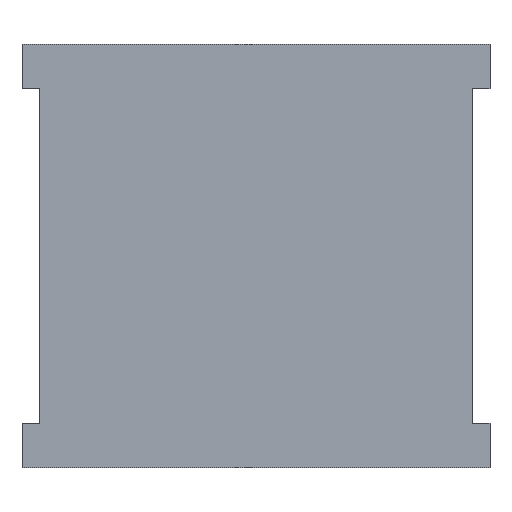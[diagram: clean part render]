
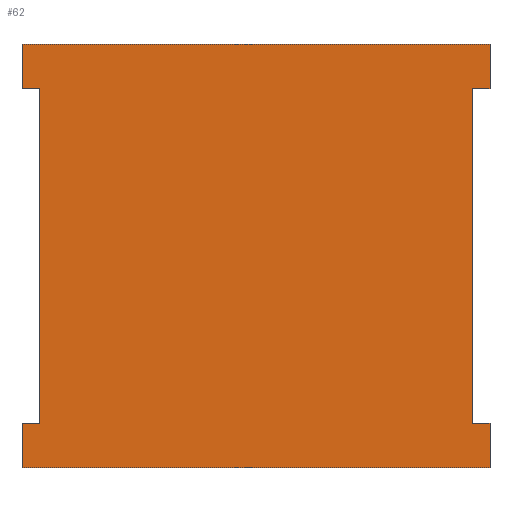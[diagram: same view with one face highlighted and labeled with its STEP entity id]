
A CAD part, front view. The second image highlights one B-rep face of the part: STEP entity #62.
In plain terms, the highlighted planar face has unit normal (0, -1, 0).
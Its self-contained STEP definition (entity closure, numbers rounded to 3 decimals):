
#62=ADVANCED_FACE('NONE',(#152),#153,.T.);
#152=FACE_OUTER_BOUND('',#296,.T.);
#153=PLANE('',#297);
#296=EDGE_LOOP('',(#1035,#1036,#1037,#1038,#1039,#1040,#1041,#1042,#1043,#1044,#1045,#1046));
#297=AXIS2_PLACEMENT_3D('',#1047,#1048,#1049);
#1035=ORIENTED_EDGE('',*,*,#1495,.T.);
#1036=ORIENTED_EDGE('',*,*,#1496,.T.);
#1037=ORIENTED_EDGE('',*,*,#1497,.T.);
#1038=ORIENTED_EDGE('',*,*,#1498,.F.);
#1039=ORIENTED_EDGE('',*,*,#1499,.F.);
#1040=ORIENTED_EDGE('',*,*,#1447,.F.);
#1041=ORIENTED_EDGE('',*,*,#1494,.F.);
#1042=ORIENTED_EDGE('',*,*,#1453,.F.);
#1043=ORIENTED_EDGE('',*,*,#1500,.F.);
#1044=ORIENTED_EDGE('',*,*,#1501,.T.);
#1045=ORIENTED_EDGE('',*,*,#1502,.T.);
#1046=ORIENTED_EDGE('',*,*,#1503,.T.);
#1047=CARTESIAN_POINT('',(0.0,-10.5,9.5));
#1048=DIRECTION('',(0.0,-1.0,0.0));
#1049=DIRECTION('',(0.0,0.0,-1.0));
#1447=EDGE_CURVE('NONE',#1655,#1657,#1658,.T.);
#1453=EDGE_CURVE('NONE',#1665,#1667,#1668,.T.);
#1494=EDGE_CURVE('NONE',#1667,#1655,#1742,.T.);
#1495=EDGE_CURVE('NONE',#1743,#1744,#1745,.T.);
#1496=EDGE_CURVE('NONE',#1744,#1746,#1747,.T.);
#1497=EDGE_CURVE('NONE',#1746,#1748,#1749,.T.);
#1498=EDGE_CURVE('NONE',#1750,#1748,#1751,.T.);
#1499=EDGE_CURVE('NONE',#1657,#1750,#1752,.T.);
#1500=EDGE_CURVE('NONE',#1753,#1665,#1754,.T.);
#1501=EDGE_CURVE('NONE',#1753,#1755,#1756,.T.);
#1502=EDGE_CURVE('NONE',#1755,#1757,#1758,.T.);
#1503=EDGE_CURVE('NONE',#1757,#1743,#1759,.T.);
#1655=VERTEX_POINT('NONE',#1983);
#1657=VERTEX_POINT('NONE',#1986);
#1658=LINE('',#1987,#1988);
#1665=VERTEX_POINT('NONE',#1999);
#1667=VERTEX_POINT('NONE',#2002);
#1668=LINE('',#2003,#2004);
#1742=LINE('',#2274,#2275);
#1743=VERTEX_POINT('NONE',#2276);
#1744=VERTEX_POINT('NONE',#2277);
#1745=LINE('',#2278,#2279);
#1746=VERTEX_POINT('NONE',#2280);
#1747=LINE('',#2281,#2282);
#1748=VERTEX_POINT('NONE',#2283);
#1749=LINE('',#2284,#2285);
#1750=VERTEX_POINT('NONE',#2286);
#1751=LINE('',#2287,#2288);
#1752=LINE('',#2289,#2290);
#1753=VERTEX_POINT('NONE',#2291);
#1754=LINE('',#2292,#2293);
#1755=VERTEX_POINT('NONE',#2294);
#1756=LINE('',#2295,#2296);
#1757=VERTEX_POINT('NONE',#2297);
#1758=LINE('',#2298,#2299);
#1759=LINE('',#2300,#2301);
#1983=CARTESIAN_POINT('',(20.2,-10.5,-7.5));
#1986=CARTESIAN_POINT('',(21.0,-10.5,-7.5));
#1987=CARTESIAN_POINT('',(21.0,-10.5,-7.5));
#1988=VECTOR('',#2877,1000.0);
#1999=CARTESIAN_POINT('',(21.0,-10.5,7.5));
#2002=CARTESIAN_POINT('',(20.2,-10.5,7.5));
#2003=CARTESIAN_POINT('',(19.7,-10.5,7.5));
#2004=VECTOR('',#2883,1000.0);
#2274=CARTESIAN_POINT('',(20.2,-10.5,1.75));
#2275=VECTOR('',#2921,1000.0);
#2276=CARTESIAN_POINT('',(0.8,-10.5,7.5));
#2277=CARTESIAN_POINT('',(0.8,-10.5,-7.5));
#2278=CARTESIAN_POINT('',(0.8,-10.5,1.75));
#2279=VECTOR('',#2922,1000.0);
#2280=CARTESIAN_POINT('',(0.,-10.5,-7.5));
#2281=CARTESIAN_POINT('',(0.,-10.5,-7.5));
#2282=VECTOR('',#2923,1000.0);
#2283=CARTESIAN_POINT('',(0.0,-10.5,-9.5));
#2284=CARTESIAN_POINT('',(0.0,-10.5,9.5));
#2285=VECTOR('',#2924,1000.0);
#2286=CARTESIAN_POINT('',(21.0,-10.5,-9.5));
#2287=CARTESIAN_POINT('',(0.0,-10.5,-9.5));
#2288=VECTOR('',#2925,1000.0);
#2289=CARTESIAN_POINT('',(21.0,-10.5,9.5));
#2290=VECTOR('',#2926,1000.0);
#2291=CARTESIAN_POINT('',(21.0,-10.5,9.5));
#2292=CARTESIAN_POINT('',(21.0,-10.5,9.5));
#2293=VECTOR('',#2927,1000.0);
#2294=CARTESIAN_POINT('',(0.0,-10.5,9.5));
#2295=CARTESIAN_POINT('',(0.0,-10.5,9.5));
#2296=VECTOR('',#2928,1000.0);
#2297=CARTESIAN_POINT('',(0.,-10.5,7.5));
#2298=CARTESIAN_POINT('',(0.0,-10.5,9.5));
#2299=VECTOR('',#2929,1000.0);
#2300=CARTESIAN_POINT('',(1.3,-10.5,7.5));
#2301=VECTOR('',#2930,1000.0);
#2877=DIRECTION('',(1.0,0.,0.));
#2883=DIRECTION('',(-1.0,0.,0.));
#2921=DIRECTION('',(0.,0.,-1.0));
#2922=DIRECTION('',(0.,0.0,-1.0));
#2923=DIRECTION('',(-1.0,0.0,0.));
#2924=DIRECTION('',(-0.0,-0.0,-1.0));
#2925=DIRECTION('',(-1.0,0.0,-0.0));
#2926=DIRECTION('',(-0.0,-0.0,-1.0));
#2927=DIRECTION('',(-0.0,-0.0,-1.0));
#2928=DIRECTION('',(-1.0,0.0,-0.0));
#2929=DIRECTION('',(-0.0,-0.0,-1.0));
#2930=DIRECTION('',(1.0,0.0,0.));
